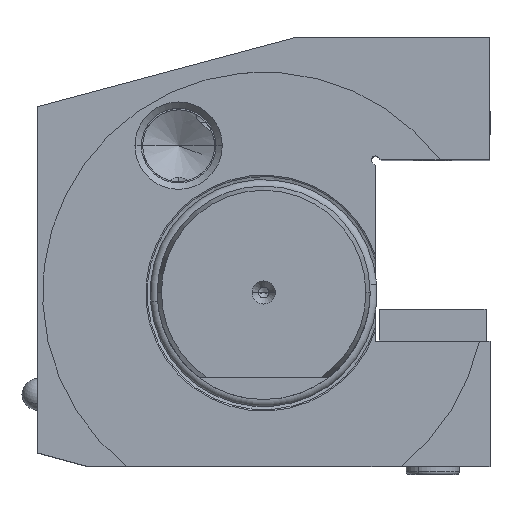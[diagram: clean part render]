
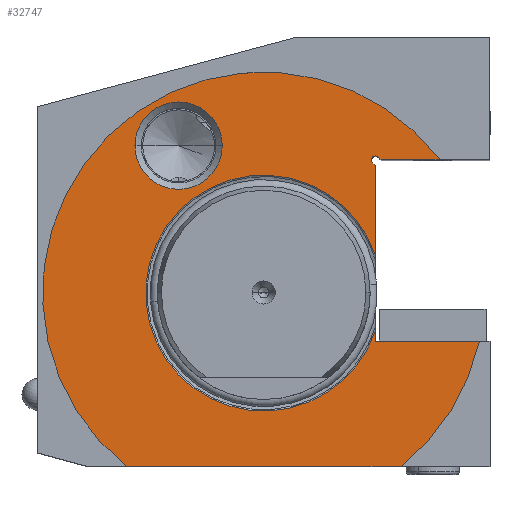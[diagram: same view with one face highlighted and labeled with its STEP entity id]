
A CAD part, top view. The second image highlights one B-rep face of the part: STEP entity #32747.
In plain terms, the highlighted planar face has unit normal (0, 0, 1).
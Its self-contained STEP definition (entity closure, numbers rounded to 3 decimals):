
#607 = CARTESIAN_POINT ( 'NONE',  ( -24.17, 27.68, -63. ) ) ;
#1455 = VERTEX_POINT ( 'NONE', #67463 ) ;
#1911 = AXIS2_PLACEMENT_3D ( 'NONE', #8134, #8108, #8122 ) ;
#1953 = AXIS2_PLACEMENT_3D ( 'NONE', #50970, #50963, #50964 ) ;
#5719 = CARTESIAN_POINT ( 'NONE',  ( 0., 25., -63. ) ) ;
#5734 = DIRECTION ( 'NONE',  ( -1., 0., 0. ) ) ;
#6734 = VERTEX_POINT ( 'NONE', #67672 ) ;
#6747 = VERTEX_POINT ( 'NONE', #67698 ) ;
#6768 = VERTEX_POINT ( 'NONE', #67753 ) ;
#6795 = VERTEX_POINT ( 'NONE', #67738 ) ;
#6813 = VERTEX_POINT ( 'NONE', #67772 ) ;
#6834 = VERTEX_POINT ( 'NONE', #67811 ) ;
#6841 = VERTEX_POINT ( 'NONE', #67788 ) ;
#6851 = VERTEX_POINT ( 'NONE', #67805 ) ;
#6860 = VERTEX_POINT ( 'NONE', #67830 ) ;
#8108 = DIRECTION ( 'NONE',  ( 0., 0., -1. ) ) ;
#8122 = DIRECTION ( 'NONE',  ( -1., 0., 0. ) ) ;
#8134 = CARTESIAN_POINT ( 'NONE',  ( -15.97, 27.68, -63. ) ) ;
#9150 = CARTESIAN_POINT ( 'NONE',  ( 21.53, 25.53, -63. ) ) ;
#9173 = CARTESIAN_POINT ( 'NONE',  ( 20.25, 25., -63. ) ) ;
#9296 = DIRECTION ( 'NONE',  ( -1., 0., 0. ) ) ;
#9303 = PLANE ( 'NONE',  #35938 ) ;
#9322 = DIRECTION ( 'NONE',  ( 0., 0., -1. ) ) ;
#9330 = CARTESIAN_POINT ( 'NONE',  ( 0., 22.15, -63. ) ) ;
#12518 = DIRECTION ( 'NONE',  ( 0., 0., 1. ) ) ;
#12534 = CARTESIAN_POINT ( 'NONE',  ( 0., 0., -63. ) ) ;
#12538 = DIRECTION ( 'NONE',  ( 1., 0., 0. ) ) ;
#15608 = CARTESIAN_POINT ( 'NONE',  ( 0., -32.5, -63. ) ) ;
#15617 = DIRECTION ( 'NONE',  ( -1., 0., 0. ) ) ;
#16031 = EDGE_CURVE ( 'NONE', #6834, #6747, #29377, .T. ) ;
#20157 = ORIENTED_EDGE ( 'NONE', *, *, #36179, .T. ) ;
#20158 = ORIENTED_EDGE ( 'NONE', *, *, #36323, .T. ) ;
#20165 = ORIENTED_EDGE ( 'NONE', *, *, #44144, .T. ) ;
#20185 = ORIENTED_EDGE ( 'NONE', *, *, #36342, .T. ) ;
#20186 = ORIENTED_EDGE ( 'NONE', *, *, #36277, .F. ) ;
#20189 = ORIENTED_EDGE ( 'NONE', *, *, #44399, .F. ) ;
#20219 = ORIENTED_EDGE ( 'NONE', *, *, #36258, .F. ) ;
#20239 = ORIENTED_EDGE ( 'NONE', *, *, #44280, .T. ) ;
#20250 = ORIENTED_EDGE ( 'NONE', *, *, #36324, .T. ) ;
#20271 = ORIENTED_EDGE ( 'NONE', *, *, #36331, .F. ) ;
#20276 = ORIENTED_EDGE ( 'NONE', *, *, #16031, .F. ) ;
#20291 = ORIENTED_EDGE ( 'NONE', *, *, #36304, .T. ) ;
#20297 = ORIENTED_EDGE ( 'NONE', *, *, #36328, .T. ) ;
#20302 = ORIENTED_EDGE ( 'NONE', *, *, #36295, .F. ) ;
#20839 = VERTEX_POINT ( 'NONE', #9150 ) ;
#20865 = VERTEX_POINT ( 'NONE', #9173 ) ;
#29355 = VECTOR ( 'NONE', #15617, 1000. ) ;
#29377 = LINE ( 'NONE', #15608, #29355 ) ;
#30030 = EDGE_LOOP ( 'NONE', ( #20302, #20158, #20185, #20239, #20297, #20189, #20291, #20276, #20157, #20186, #20219, #20271 ) ) ;
#30179 = EDGE_LOOP ( 'NONE', ( #20165, #20250 ) ) ;
#32739 = AXIS2_PLACEMENT_3D ( 'NONE', #12534, #12518, #12538 ) ;
#32747 = ADVANCED_FACE ( 'NONE', ( #53413, #53380 ), #9303, .F. ) ;
#32830 = AXIS2_PLACEMENT_3D ( 'NONE', #45246, #45268, #45233 ) ;
#32834 = AXIS2_PLACEMENT_3D ( 'NONE', #45313, #45275, #45297 ) ;
#32842 = AXIS2_PLACEMENT_3D ( 'NONE', #45112, #45093, #45127 ) ;
#32874 = AXIS2_PLACEMENT_3D ( 'NONE', #45211, #45208, #45222 ) ;
#35938 = AXIS2_PLACEMENT_3D ( 'NONE', #9330, #9322, #9296 ) ;
#36179 = EDGE_CURVE ( 'NONE', #6834, #6768, #53025, .T. ) ;
#36258 = EDGE_CURVE ( 'NONE', #6734, #6860, #53107, .T. ) ;
#36277 = EDGE_CURVE ( 'NONE', #6860, #6768, #53139, .T. ) ;
#36295 = EDGE_CURVE ( 'NONE', #6851, #6813, #53129, .T. ) ;
#36304 = EDGE_CURVE ( 'NONE', #6795, #6747, #53123, .T. ) ;
#36323 = EDGE_CURVE ( 'NONE', #6851, #1455, #53155, .T. ) ;
#36324 = EDGE_CURVE ( 'NONE', #54094, #40465, #53151, .T. ) ;
#36328 = EDGE_CURVE ( 'NONE', #20839, #6841, #53144, .T. ) ;
#36331 = EDGE_CURVE ( 'NONE', #6813, #6734, #53126, .T. ) ;
#36342 = EDGE_CURVE ( 'NONE', #1455, #20865, #53185, .T. ) ;
#40465 = VERTEX_POINT ( 'NONE', #46392 ) ;
#44144 = EDGE_CURVE ( 'NONE', #40465, #54094, #64281, .T. ) ;
#44280 = EDGE_CURVE ( 'NONE', #20865, #20839, #64403, .T. ) ;
#44399 = EDGE_CURVE ( 'NONE', #6795, #6841, #63736, .T. ) ;
#44728 = DIRECTION ( 'NONE',  ( 0., -1., 0. ) ) ;
#44759 = CARTESIAN_POINT ( 'NONE',  ( 21., 22.15, -63. ) ) ;
#44842 = CARTESIAN_POINT ( 'NONE',  ( 0., -9., -63. ) ) ;
#44858 = DIRECTION ( 'NONE',  ( 1., 0., 0. ) ) ;
#44987 = CARTESIAN_POINT ( 'NONE',  ( 21., 22.15, -63. ) ) ;
#44991 = DIRECTION ( 'NONE',  ( 0., -1., 0. ) ) ;
#45093 = DIRECTION ( 'NONE',  ( 0., 0., 1. ) ) ;
#45112 = CARTESIAN_POINT ( 'NONE',  ( 0., 0., -63. ) ) ;
#45127 = DIRECTION ( 'NONE',  ( 1., 0., 0. ) ) ;
#45182 = CARTESIAN_POINT ( 'NONE',  ( 12.455, 34.605, -63. ) ) ;
#45192 = DIRECTION ( 'NONE',  ( -0.707, 0.707, 0. ) ) ;
#45208 = DIRECTION ( 'NONE',  ( 0., 0., -1. ) ) ;
#45211 = CARTESIAN_POINT ( 'NONE',  ( -15.97, 27.68, -63. ) ) ;
#45219 = DIRECTION ( 'NONE',  ( 0.707, -0.707, 0. ) ) ;
#45221 = CARTESIAN_POINT ( 'NONE',  ( 11.395, 33.545, -63. ) ) ;
#45222 = DIRECTION ( 'NONE',  ( -1., 0., 0. ) ) ;
#45233 = DIRECTION ( 'NONE',  ( 1., 0., 0. ) ) ;
#45246 = CARTESIAN_POINT ( 'NONE',  ( 0., 0., -63. ) ) ;
#45268 = DIRECTION ( 'NONE',  ( 0., 0., 1. ) ) ;
#45275 = DIRECTION ( 'NONE',  ( 0., 0., -1. ) ) ;
#45297 = DIRECTION ( 'NONE',  ( -1., 0., 0. ) ) ;
#45313 = CARTESIAN_POINT ( 'NONE',  ( 21., 25., -63. ) ) ;
#46392 = CARTESIAN_POINT ( 'NONE',  ( -7.77, 27.68, -63. ) ) ;
#50963 = DIRECTION ( 'NONE',  ( 0., 0., -1. ) ) ;
#50964 = DIRECTION ( 'NONE',  ( -1., 0., 0. ) ) ;
#50970 = CARTESIAN_POINT ( 'NONE',  ( 21., 25., -63. ) ) ;
#53025 = CIRCLE ( 'NONE', #32739, 41.5 ) ;
#53075 = VECTOR ( 'NONE', #44728, 1000. ) ;
#53107 = LINE ( 'NONE', #44759, #53075 ) ;
#53120 = VECTOR ( 'NONE', #45192, 1000. ) ;
#53123 = CIRCLE ( 'NONE', #32842, 41.5 ) ;
#53126 = CIRCLE ( 'NONE', #32830, 22.15 ) ;
#53129 = LINE ( 'NONE', #44987, #53134 ) ;
#53134 = VECTOR ( 'NONE', #44991, 1000. ) ;
#53139 = LINE ( 'NONE', #44842, #53142 ) ;
#53142 = VECTOR ( 'NONE', #44858, 1000. ) ;
#53144 = LINE ( 'NONE', #45182, #53152 ) ;
#53151 = CIRCLE ( 'NONE', #32874, 8.2 ) ;
#53152 = VECTOR ( 'NONE', #45219, 1000. ) ;
#53155 = LINE ( 'NONE', #45221, #53120 ) ;
#53185 = CIRCLE ( 'NONE', #32834, 0.75 ) ;
#53380 = FACE_OUTER_BOUND ( 'NONE', #30030, .T. ) ;
#53413 = FACE_BOUND ( 'NONE', #30179, .T. ) ;
#54094 = VERTEX_POINT ( 'NONE', #607 ) ;
#63717 = VECTOR ( 'NONE', #5734, 1000. ) ;
#63736 = LINE ( 'NONE', #5719, #63717 ) ;
#64281 = CIRCLE ( 'NONE', #1911, 8.2 ) ;
#64403 = CIRCLE ( 'NONE', #1953, 0.75 ) ;
#67463 = CARTESIAN_POINT ( 'NONE',  ( 20.47, 24.47, -63. ) ) ;
#67672 = CARTESIAN_POINT ( 'NONE',  ( 21., -7.044, -63. ) ) ;
#67698 = CARTESIAN_POINT ( 'NONE',  ( -25.807, -32.5, -63. ) ) ;
#67738 = CARTESIAN_POINT ( 'NONE',  ( 33.125, 25., -63. ) ) ;
#67753 = CARTESIAN_POINT ( 'NONE',  ( 40.512, -9., -63. ) ) ;
#67772 = CARTESIAN_POINT ( 'NONE',  ( 21., 7.044, -63. ) ) ;
#67788 = CARTESIAN_POINT ( 'NONE',  ( 22.061, 25., -63. ) ) ;
#67805 = CARTESIAN_POINT ( 'NONE',  ( 21., 23.939, -63. ) ) ;
#67811 = CARTESIAN_POINT ( 'NONE',  ( 25.807, -32.5, -63. ) ) ;
#67830 = CARTESIAN_POINT ( 'NONE',  ( 21., -9., -63. ) ) ;
